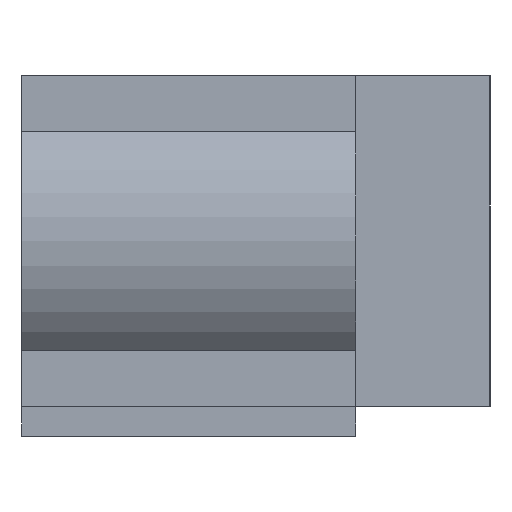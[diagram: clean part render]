
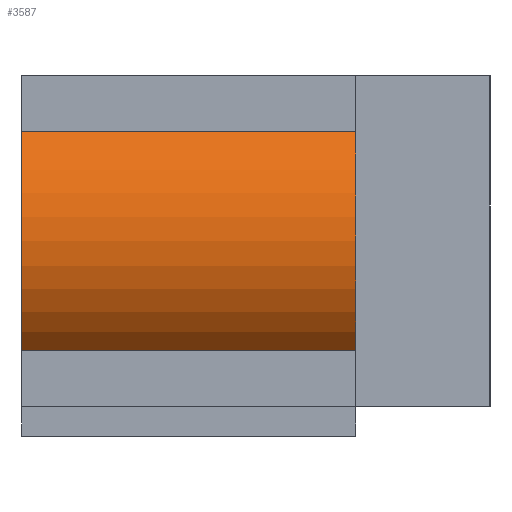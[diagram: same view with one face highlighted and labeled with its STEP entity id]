
A CAD part, left-side view. The second image highlights one B-rep face of the part: STEP entity #3587.
In plain terms, the highlighted cylindrical face has radius 2.5 mm (diameter 5 mm), a partial arc.
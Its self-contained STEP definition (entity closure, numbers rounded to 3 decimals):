
#144=CARTESIAN_POINT('',(-8.5,3.4,0.));
#145=DIRECTION('',(0.,-1.,0.));
#146=DIRECTION('',(-0.68,0.,0.733));
#147=AXIS2_PLACEMENT_3D('',#144,#145,#146);
#509=CARTESIAN_POINT('',(-8.5,-2.2,0.));
#510=DIRECTION('',(0.,-1.,0.));
#511=DIRECTION('',(-0.68,0.,0.733));
#512=AXIS2_PLACEMENT_3D('',#509,#510,#511);
#1229=DIRECTION('',(0.,-1.,0.));
#1230=VECTOR('',#1229,5.6);
#1231=CARTESIAN_POINT('',(-10.2,3.4,-1.833));
#1232=LINE('',#1231,#1230);
#1236=DIRECTION('',(0.,-1.,0.));
#1237=VECTOR('',#1236,5.6);
#1238=CARTESIAN_POINT('',(-10.2,3.4,1.833));
#1239=LINE('',#1238,#1237);
#2389=CARTESIAN_POINT('',(-10.2,3.4,1.833));
#2390=VERTEX_POINT('',#2389);
#2391=CARTESIAN_POINT('',(-10.2,3.4,-1.833));
#2392=VERTEX_POINT('',#2391);
#2399=CARTESIAN_POINT('',(-10.2,-2.2,1.833));
#2400=VERTEX_POINT('',#2399);
#2401=CARTESIAN_POINT('',(-10.2,-2.2,-1.833));
#2402=VERTEX_POINT('',#2401);
#3575=CARTESIAN_POINT('',(-8.5,3.4,0.));
#3576=DIRECTION('',(0.,-1.,0.));
#3577=DIRECTION('',(-1.,0.,0.));
#3578=AXIS2_PLACEMENT_3D('',#3575,#3576,#3577);
#3579=CYLINDRICAL_SURFACE('',#3578,2.5);
#3580=ORIENTED_EDGE('',*,*,#2716,.F.);
#3582=ORIENTED_EDGE('',*,*,#3581,.T.);
#3583=ORIENTED_EDGE('',*,*,#2974,.T.);
#3584=ORIENTED_EDGE('',*,*,#3568,.F.);
#3585=EDGE_LOOP('',(#3580,#3582,#3583,#3584));
#3586=FACE_OUTER_BOUND('',#3585,.F.);
#3587=ADVANCED_FACE('',(#3586),#3579,.T.);
#148=CIRCLE('',#147,2.5);
#513=CIRCLE('',#512,2.5);
#2716=EDGE_CURVE('',#2390,#2392,#148,.T.);
#2974=EDGE_CURVE('',#2400,#2402,#513,.T.);
#3568=EDGE_CURVE('',#2392,#2402,#1232,.T.);
#3581=EDGE_CURVE('',#2390,#2400,#1239,.T.);
